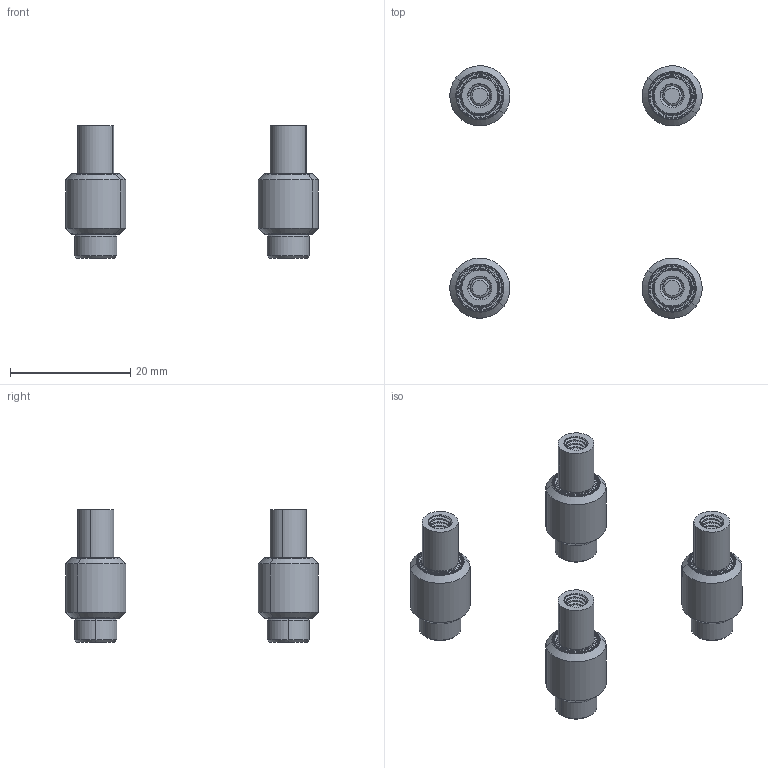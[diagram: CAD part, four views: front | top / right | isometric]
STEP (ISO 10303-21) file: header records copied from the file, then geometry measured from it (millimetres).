
FILE_DESCRIPTION (( 'STEP AP203' ), '1' );
FILE_NAME ('3205-0001-0003.STEP', '2018-08-08T20:22:48', ( '' ), ( '' ), 'SwSTEP 2.0', 'SolidWorks 2016', '' );
FILE_SCHEMA (( 'CONFIG_CONTROL_DESIGN' ));
Length unit declared in the file: millimetre
Products named in the file (6): 1600-0208-0005; 3600-0005-1010 Assembly; 1503-5100-6080; 3600-0005-1010; 2800-0004-0008_90128A207; 3205-0001-0003
Assembly tree (15 placements, depth 3):
  3205-0001-0003
    2800-0004-0008_90128A207  x4
    3600-0005-1010 Assembly  x4
      3600-0005-1010
      1600-0208-0005
    1503-5100-6080  x4
Bounding box: 41.98 x 41.98 x 22 mm (x, y, z)
Volume: 3752.9 mm3; surface area: 8298.8 mm2
Topology: 36 solids, 36 shells, 1468 faces, 3504 edges, 2200 vertices
Faces by surface type: cylinder 820, cone 284, plane 188, torus 160, bspline 16
Entity records: 13892 total; most frequent: CARTESIAN_POINT 6890, ORIENTED_EDGE 1440, DIRECTION 1174, EDGE_CURVE 720, AXIS2_PLACEMENT_3D 471, VERTEX_POINT 458, EDGE_LOOP 306, ADVANCED_FACE 287
